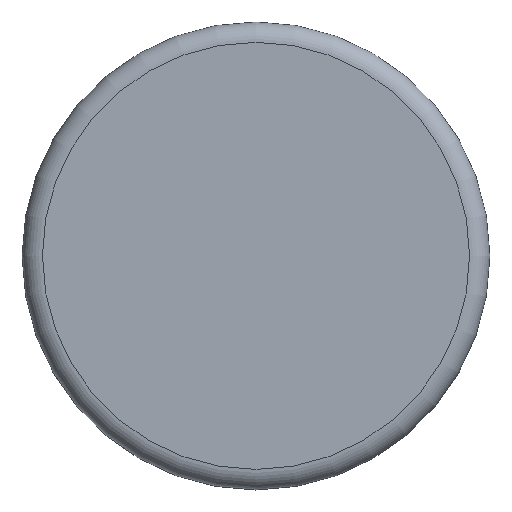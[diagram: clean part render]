
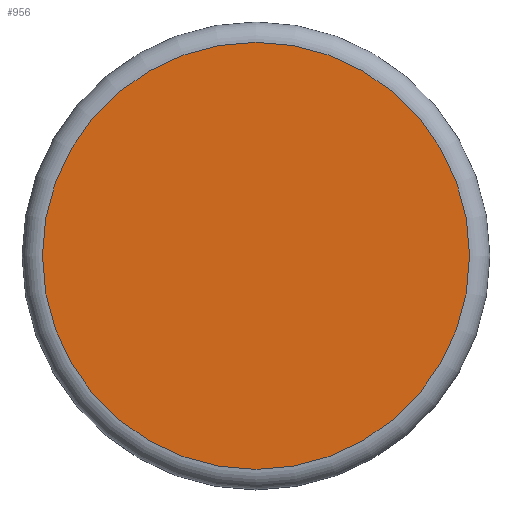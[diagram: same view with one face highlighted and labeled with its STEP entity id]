
A CAD part, top view. The second image highlights one B-rep face of the part: STEP entity #956.
In plain terms, the highlighted planar face has unit normal (0, 0, 1).
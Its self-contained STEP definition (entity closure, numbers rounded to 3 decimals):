
#926 = VERTEX_POINT('',#927);
#927 = CARTESIAN_POINT('',(10.5,-2.,13.5));
#936 = EDGE_CURVE('',#926,#926,#937,.T.);
#937 = CIRCLE('',#938,10.5);
#938 = AXIS2_PLACEMENT_3D('',#939,#940,#941);
#939 = CARTESIAN_POINT('',(0.,-2.,13.5));
#940 = DIRECTION('',(0.,0.,1.));
#941 = DIRECTION('',(1.,0.,-0.));
#956 = ADVANCED_FACE('',(#957),#960,.T.);
#957 = FACE_BOUND('',#958,.T.);
#958 = EDGE_LOOP('',(#959));
#959 = ORIENTED_EDGE('',*,*,#936,.T.);
#960 = PLANE('',#961);
#961 = AXIS2_PLACEMENT_3D('',#962,#963,#964);
#962 = CARTESIAN_POINT('',(0.,-2.,13.5));
#963 = DIRECTION('',(0.,0.,1.));
#964 = DIRECTION('',(1.,0.,0.));
